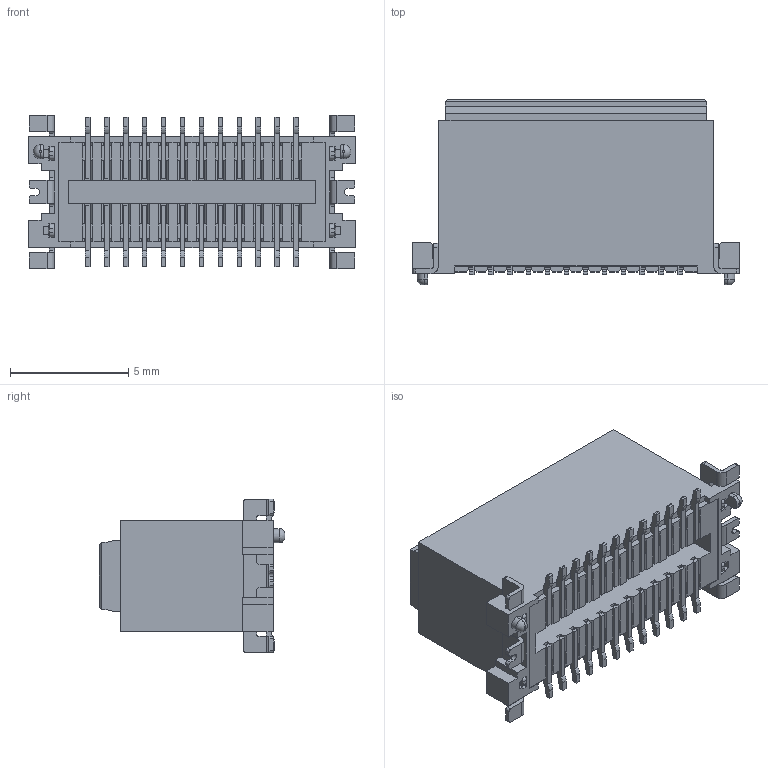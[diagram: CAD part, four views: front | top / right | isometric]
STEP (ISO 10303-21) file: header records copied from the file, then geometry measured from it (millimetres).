
FILE_DESCRIPTION (( 'STEP AP203' ), '1' );
FILE_NAME ('CBRD024SE2FP1R0-NH.STEP', '2018-08-08T08:27:53', ( '' ), ( '' ), 'SwSTEP 2.0', 'SolidWorks 2017', '' );
FILE_SCHEMA (( 'CONFIG_CONTROL_DESIGN' ));
Length unit declared in the file: millimetre
Products named in the file (4): CBRD024SE2FP1R0-NH; ¥ÀBASE_24 SE; TAB; T7.35
Assembly tree (27 placements, depth 2):
  CBRD024SE2FP1R0-NH
    ¥ÀBASE_24 SE
    TAB  x2
    T7.35  x24
Bounding box: 13.8 x 7.85 x 6.5 mm (x, y, z)
Volume: 272.9 mm3; surface area: 1343.6 mm2
Topology: 27 solids, 27 shells, 2028 faces, 5876 edges, 3860 vertices
Faces by surface type: plane 1430, cylinder 570, bspline 24, torus 4
Entity records: 32805 total; most frequent: CARTESIAN_POINT 7078, ORIENTED_EDGE 5442, DIRECTION 4659, EDGE_CURVE 2721, LINE 2549, VECTOR 2549, VERTEX_POINT 1758, AXIS2_PLACEMENT_3D 1055
